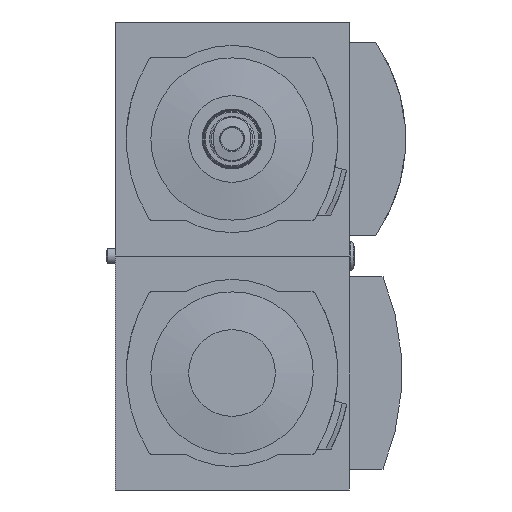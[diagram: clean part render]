
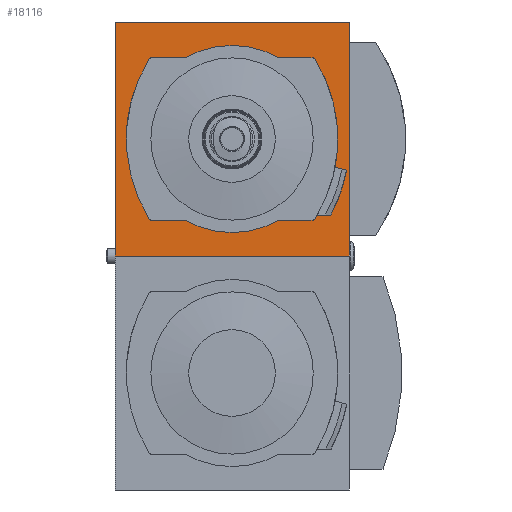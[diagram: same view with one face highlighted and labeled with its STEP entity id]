
A CAD part, front view. The second image highlights one B-rep face of the part: STEP entity #18116.
In plain terms, the highlighted planar face has unit normal (0, -1, 0).
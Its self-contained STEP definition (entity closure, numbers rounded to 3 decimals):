
#244=PLANE('',#18917);
#863=LINE('',#24353,#2152);
#864=LINE('',#24356,#2153);
#865=LINE('',#24358,#2154);
#866=LINE('',#24360,#2155);
#867=LINE('',#24361,#2156);
#868=LINE('',#24365,#2157);
#869=LINE('',#24368,#2158);
#870=LINE('',#24372,#2159);
#871=LINE('',#24377,#2160);
#872=LINE('',#24381,#2161);
#2152=VECTOR('',#20456,1000.);
#2153=VECTOR('',#20457,1000.);
#2154=VECTOR('',#20458,1000.);
#2155=VECTOR('',#20459,1000.);
#2156=VECTOR('',#20460,1000.);
#2157=VECTOR('',#20463,1000.);
#2158=VECTOR('',#20466,1000.);
#2159=VECTOR('',#20469,1000.);
#2160=VECTOR('',#20474,1000.);
#2161=VECTOR('',#20477,1000.);
#3266=CIRCLE('',#18909,40.);
#3268=CIRCLE('',#18911,40.);
#3272=CIRCLE('',#18916,40.);
#3273=CIRCLE('',#18918,41.2);
#3274=CIRCLE('',#18919,0.5);
#3275=CIRCLE('',#18920,24.8);
#3276=CIRCLE('',#18921,0.5);
#3277=CIRCLE('',#18922,0.5);
#3278=CIRCLE('',#18923,24.8);
#3279=CIRCLE('',#18924,0.5);
#4023=ORIENTED_EDGE('',*,*,#7767,.F.);
#4024=ORIENTED_EDGE('',*,*,#7768,.F.);
#4025=ORIENTED_EDGE('',*,*,#7769,.F.);
#4026=ORIENTED_EDGE('',*,*,#7770,.F.);
#4027=ORIENTED_EDGE('',*,*,#7756,.T.);
#4028=ORIENTED_EDGE('',*,*,#7771,.F.);
#4029=ORIENTED_EDGE('',*,*,#7772,.F.);
#4030=ORIENTED_EDGE('',*,*,#7773,.F.);
#4031=ORIENTED_EDGE('',*,*,#7752,.T.);
#4032=ORIENTED_EDGE('',*,*,#7774,.T.);
#4033=ORIENTED_EDGE('',*,*,#7775,.T.);
#4034=ORIENTED_EDGE('',*,*,#7776,.T.);
#4035=ORIENTED_EDGE('',*,*,#7777,.T.);
#4036=ORIENTED_EDGE('',*,*,#7778,.T.);
#4037=ORIENTED_EDGE('',*,*,#7764,.T.);
#4038=ORIENTED_EDGE('',*,*,#7779,.T.);
#4039=ORIENTED_EDGE('',*,*,#7780,.T.);
#4040=ORIENTED_EDGE('',*,*,#7781,.T.);
#4041=ORIENTED_EDGE('',*,*,#7782,.T.);
#4042=ORIENTED_EDGE('',*,*,#7783,.T.);
#7752=EDGE_CURVE('',#9625,#9624,#3266,.T.);
#7756=EDGE_CURVE('',#9621,#9628,#3268,.T.);
#7764=EDGE_CURVE('',#9633,#9636,#3272,.T.);
#7767=EDGE_CURVE('',#9637,#9638,#863,.T.);
#7768=EDGE_CURVE('',#9639,#9637,#864,.T.);
#7769=EDGE_CURVE('',#9640,#9639,#865,.T.);
#7770=EDGE_CURVE('',#9638,#9640,#866,.T.);
#7771=EDGE_CURVE('',#9641,#9628,#867,.T.);
#7772=EDGE_CURVE('',#9642,#9641,#3273,.F.);
#7773=EDGE_CURVE('',#9625,#9642,#868,.T.);
#7774=EDGE_CURVE('',#9624,#9643,#3274,.T.);
#7775=EDGE_CURVE('',#9643,#9644,#869,.T.);
#7776=EDGE_CURVE('',#9644,#9645,#3275,.T.);
#7777=EDGE_CURVE('',#9645,#9646,#870,.T.);
#7778=EDGE_CURVE('',#9646,#9633,#3276,.T.);
#7779=EDGE_CURVE('',#9636,#9647,#3277,.T.);
#7780=EDGE_CURVE('',#9647,#9648,#871,.T.);
#7781=EDGE_CURVE('',#9648,#9649,#3278,.T.);
#7782=EDGE_CURVE('',#9649,#9650,#872,.T.);
#7783=EDGE_CURVE('',#9650,#9621,#3279,.T.);
#9621=VERTEX_POINT('',#24318);
#9624=VERTEX_POINT('',#24323);
#9625=VERTEX_POINT('',#24325);
#9628=VERTEX_POINT('',#24331);
#9633=VERTEX_POINT('',#24343);
#9636=VERTEX_POINT('',#24348);
#9637=VERTEX_POINT('',#24354);
#9638=VERTEX_POINT('',#24355);
#9639=VERTEX_POINT('',#24357);
#9640=VERTEX_POINT('',#24359);
#9641=VERTEX_POINT('',#24362);
#9642=VERTEX_POINT('',#24364);
#9643=VERTEX_POINT('',#24367);
#9644=VERTEX_POINT('',#24369);
#9645=VERTEX_POINT('',#24371);
#9646=VERTEX_POINT('',#24373);
#9647=VERTEX_POINT('',#24376);
#9648=VERTEX_POINT('',#24378);
#9649=VERTEX_POINT('',#24380);
#9650=VERTEX_POINT('',#24382);
#10984=EDGE_LOOP('',(#4023,#4024,#4025,#4026));
#10985=EDGE_LOOP('',(#4027,#4028,#4029,#4030,#4031,#4032,#4033,#4034,#4035,
#4036,#4037,#4038,#4039,#4040,#4041,#4042));
#11863=FACE_BOUND('',#10984,.T.);
#11864=FACE_BOUND('',#10985,.T.);
#18116=ADVANCED_FACE('',(#11863,#11864),#244,.F.);
#18909=AXIS2_PLACEMENT_3D('',#24324,#20430,#20431);
#18911=AXIS2_PLACEMENT_3D('',#24332,#20436,#20437);
#18916=AXIS2_PLACEMENT_3D('',#24349,#20450,#20451);
#18917=AXIS2_PLACEMENT_3D('',#24352,#20454,#20455);
#18918=AXIS2_PLACEMENT_3D('',#24363,#20461,#20462);
#18919=AXIS2_PLACEMENT_3D('',#24366,#20464,#20465);
#18920=AXIS2_PLACEMENT_3D('',#24370,#20467,#20468);
#18921=AXIS2_PLACEMENT_3D('',#24374,#20470,#20471);
#18922=AXIS2_PLACEMENT_3D('',#24375,#20472,#20473);
#18923=AXIS2_PLACEMENT_3D('',#24379,#20475,#20476);
#18924=AXIS2_PLACEMENT_3D('',#24383,#20478,#20479);
#20430=DIRECTION('',(0.,1.,0.));
#20431=DIRECTION('',(1.,0.,0.));
#20436=DIRECTION('',(0.,1.,0.));
#20437=DIRECTION('',(1.,0.,0.));
#20450=DIRECTION('',(0.,1.,0.));
#20451=DIRECTION('',(1.,0.,0.));
#20454=DIRECTION('',(0.,1.,0.));
#20455=DIRECTION('',(0.,0.,1.));
#20456=DIRECTION('',(-1.,0.,0.));
#20457=DIRECTION('',(0.,0.,-1.));
#20458=DIRECTION('',(1.,0.,0.));
#20459=DIRECTION('',(0.,0.,1.));
#20460=DIRECTION('',(-0.966,0.,0.259));
#20461=DIRECTION('',(0.,1.,0.));
#20462=DIRECTION('',(0.,0.,1.));
#20463=DIRECTION('',(1.,0.,0.));
#20464=DIRECTION('',(0.,1.,0.));
#20465=DIRECTION('',(1.,0.,0.));
#20466=DIRECTION('',(-1.,0.,0.));
#20467=DIRECTION('',(0.,1.,0.));
#20468=DIRECTION('',(1.,0.,0.));
#20469=DIRECTION('',(-1.,0.,0.));
#20470=DIRECTION('',(0.,1.,0.));
#20471=DIRECTION('',(1.,0.,0.));
#20472=DIRECTION('',(0.,1.,0.));
#20473=DIRECTION('',(1.,0.,0.));
#20474=DIRECTION('',(1.,0.,0.));
#20475=DIRECTION('',(0.,1.,0.));
#20476=DIRECTION('',(1.,0.,0.));
#20477=DIRECTION('',(1.,0.,0.));
#20478=DIRECTION('',(0.,1.,0.));
#20479=DIRECTION('',(1.,0.,0.));
#24318=CARTESIAN_POINT('',(21.879,-45.5,21.266));
#24323=CARTESIAN_POINT('',(21.879,-45.5,-21.266));
#24324=CARTESIAN_POINT('',(-12.,-45.5,0.));
#24325=CARTESIAN_POINT('',(22.554,-45.5,-20.15));
#24331=CARTESIAN_POINT('',(27.298,-45.5,-7.463));
#24332=CARTESIAN_POINT('',(-12.,-45.5,0.));
#24343=CARTESIAN_POINT('',(-21.879,-45.5,-21.266));
#24348=CARTESIAN_POINT('',(-21.879,-45.5,21.266));
#24349=CARTESIAN_POINT('',(12.,-45.5,0.));
#24352=CARTESIAN_POINT('',(0.,-45.5,0.));
#24353=CARTESIAN_POINT('',(31.,-45.5,-31.));
#24354=CARTESIAN_POINT('',(31.,-45.5,-31.));
#24355=CARTESIAN_POINT('',(-31.,-45.5,-31.));
#24356=CARTESIAN_POINT('',(31.,-45.5,31.));
#24357=CARTESIAN_POINT('',(31.,-45.5,31.));
#24358=CARTESIAN_POINT('',(-31.,-45.5,31.));
#24359=CARTESIAN_POINT('',(-31.,-45.5,31.));
#24360=CARTESIAN_POINT('',(-31.,-45.5,-31.));
#24361=CARTESIAN_POINT('',(30.42,-45.5,-8.3));
#24362=CARTESIAN_POINT('',(28.46,-45.5,-7.775));
#24363=CARTESIAN_POINT('',(-12.,-45.5,0.));
#24364=CARTESIAN_POINT('',(23.936,-45.5,-20.15));
#24365=CARTESIAN_POINT('',(0.,-45.5,-20.15));
#24366=CARTESIAN_POINT('',(21.455,-45.5,-21.));
#24367=CARTESIAN_POINT('',(21.455,-45.5,-21.5));
#24368=CARTESIAN_POINT('',(21.455,-45.5,-21.5));
#24369=CARTESIAN_POINT('',(12.361,-45.5,-21.5));
#24370=CARTESIAN_POINT('',(0.,-45.5,0.));
#24371=CARTESIAN_POINT('',(-12.361,-45.5,-21.5));
#24372=CARTESIAN_POINT('',(-12.361,-45.5,-21.5));
#24373=CARTESIAN_POINT('',(-21.455,-45.5,-21.5));
#24374=CARTESIAN_POINT('',(-21.455,-45.5,-21.));
#24375=CARTESIAN_POINT('',(-21.455,-45.5,21.));
#24376=CARTESIAN_POINT('',(-21.455,-45.5,21.5));
#24377=CARTESIAN_POINT('',(-21.455,-45.5,21.5));
#24378=CARTESIAN_POINT('',(-12.361,-45.5,21.5));
#24379=CARTESIAN_POINT('',(0.,-45.5,0.));
#24380=CARTESIAN_POINT('',(12.361,-45.5,21.5));
#24381=CARTESIAN_POINT('',(12.361,-45.5,21.5));
#24382=CARTESIAN_POINT('',(21.455,-45.5,21.5));
#24383=CARTESIAN_POINT('',(21.455,-45.5,21.));
